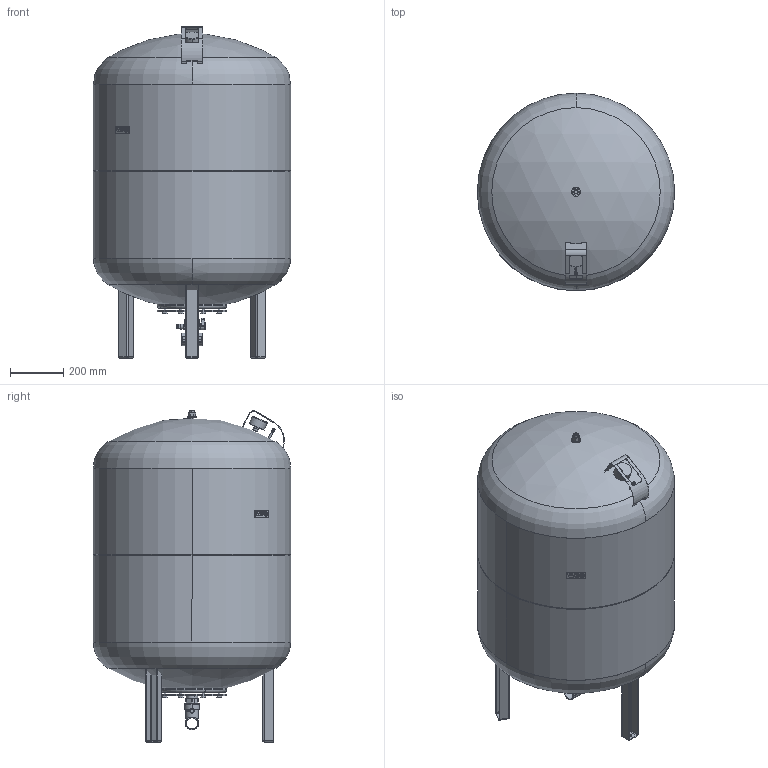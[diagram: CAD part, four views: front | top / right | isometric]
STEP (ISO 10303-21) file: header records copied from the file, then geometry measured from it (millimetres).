
FILE_DESCRIPTION((''),'2;1');
FILE_NAME('3d_DT5junior400-2524232.stp','2010-06-02T10:18:55',(''),(''),'Mechanical Desktop 2008','Mechanical Desktop 2008',', , ');
FILE_SCHEMA(('CONFIG_CONTROL_DESIGN'));
Length unit declared in the file: millimetre
Products named in the file (1): Product
Bounding box: 740 x 740 x 1245 mm (x, y, z)
Volume: 388320384 mm3; surface area: 4954850.1 mm2
Topology: 19 solids, 19 shells, 635 faces, 1510 edges, 908 vertices
Faces by surface type: plane 279, cylinder 222, cone 51, bspline 33, torus 25, sphere 25
Entity records: 20769 total; most frequent: CARTESIAN_POINT 5939, DIRECTION 3238, ORIENTED_EDGE 2936, EDGE_CURVE 1468, AXIS2_PLACEMENT_3D 1226, VERTEX_POINT 906, VECTOR 786, LINE 786
